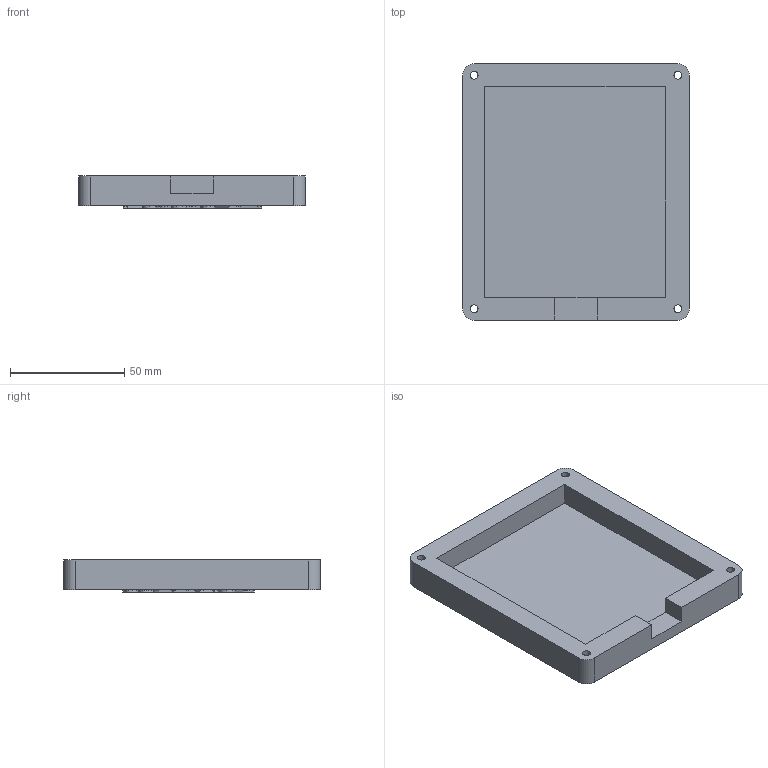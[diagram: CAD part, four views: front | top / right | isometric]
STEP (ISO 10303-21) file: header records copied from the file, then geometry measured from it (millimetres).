
FILE_DESCRIPTION(/* description */ (''),/* implementation_level */ '2;1');
FILE_NAME(/* name */ 'Bottom.step',/* time_stamp */ '2025-07-14T17:14:43+12:00',/* author */ (''),/* organization */ (''),/* preprocessor_version */ 'ST-DEVELOPER v20.1',/* originating_system */ 'Autodesk Translation Framework v14.10.0.0',/* authorisation */ '');
FILE_SCHEMA (('AUTOMOTIVE_DESIGN { 1 0 10303 214 3 1 1 }'));
Length unit declared in the file: millimetre
Products named in the file (1): Bottom part
Bounding box: 99 x 112 x 14 mm (x, y, z)
Volume: 69638.3 mm3; surface area: 32545.1 mm2
Topology: 1 solids, 1 shells, 518 faces, 1371 edges, 914 vertices
Faces by surface type: plane 300, bspline 206, cylinder 12
Full cylindrical faces by diameter (mm): 3.4 x4, 6 x4
Entity records: 18240 total; most frequent: CARTESIAN_POINT 6718, ORIENTED_EDGE 2742, DIRECTION 1609, EDGE_CURVE 1371, LINE 935, VECTOR 935, VERTEX_POINT 914, EDGE_LOOP 585
